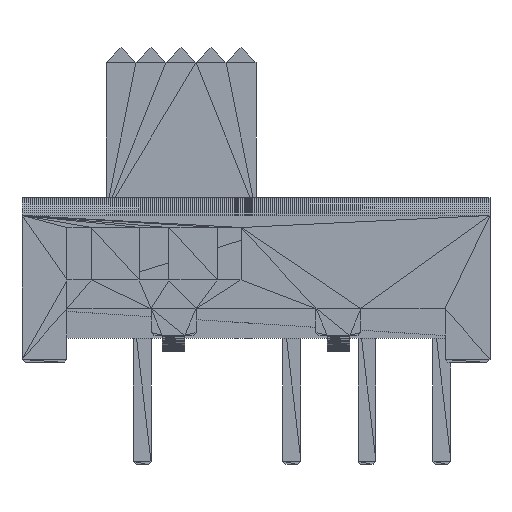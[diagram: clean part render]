
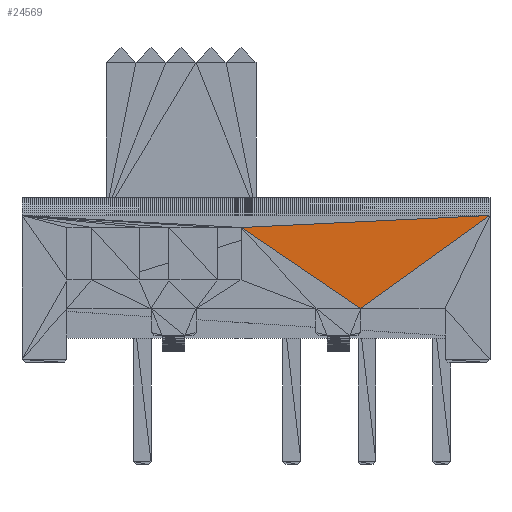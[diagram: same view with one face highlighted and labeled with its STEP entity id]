
A CAD part, left-side view. The second image highlights one B-rep face of the part: STEP entity #24569.
In plain terms, the highlighted planar face has unit normal (-1, 0, 0).
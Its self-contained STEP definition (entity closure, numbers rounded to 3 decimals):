
#4552 = VERTEX_POINT('',#4553);
#4553 = CARTESIAN_POINT('',(-3.,-3.5,
    1.8));
#5249 = VERTEX_POINT('',#5250);
#5250 = CARTESIAN_POINT('',(-3.,-7.8,4.9));
#17932 = VERTEX_POINT('',#17933);
#17933 = CARTESIAN_POINT('',(-3.,0.5,4.5));
#24559 = EDGE_CURVE('',#17932,#5249,#24560,.T.);
#24560 = LINE('',#24561,#24562);
#24561 = CARTESIAN_POINT('',(-3.,0.5,4.5));
#24562 = VECTOR('',#24563,1.);
#24563 = DIRECTION('',(0.,-0.999,
    0.048));
#24569 = ADVANCED_FACE('',(#24570),#24585,.T.);
#24570 = FACE_BOUND('',#24571,.T.);
#24571 = EDGE_LOOP('',(#24572,#24578,#24579));
#24572 = ORIENTED_EDGE('',*,*,#24573,.T.);
#24573 = EDGE_CURVE('',#4552,#5249,#24574,.T.);
#24574 = LINE('',#24575,#24576);
#24575 = CARTESIAN_POINT('',(-3.,-3.5,
    1.8));
#24576 = VECTOR('',#24577,1.);
#24577 = DIRECTION('',(0.,-0.811,
    0.585));
#24578 = ORIENTED_EDGE('',*,*,#24559,.F.);
#24579 = ORIENTED_EDGE('',*,*,#24580,.T.);
#24580 = EDGE_CURVE('',#17932,#4552,#24581,.T.);
#24581 = LINE('',#24582,#24583);
#24582 = CARTESIAN_POINT('',(-3.,0.5,4.5));
#24583 = VECTOR('',#24584,1.);
#24584 = DIRECTION('',(0.,-0.829,
    -0.559));
#24585 = PLANE('',#24586);
#24586 = AXIS2_PLACEMENT_3D('',#24587,#24588,#24589);
#24587 = CARTESIAN_POINT('',(-3.,-3.662,
    3.906));
#24588 = DIRECTION('',(-1.,0.,0.));
#24589 = DIRECTION('',(0.,0.,-1.));
